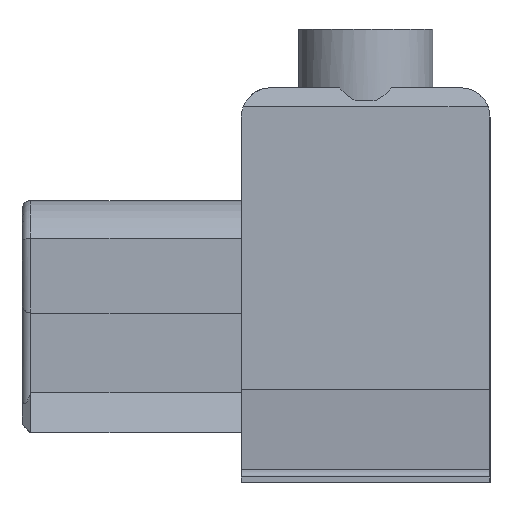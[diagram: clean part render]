
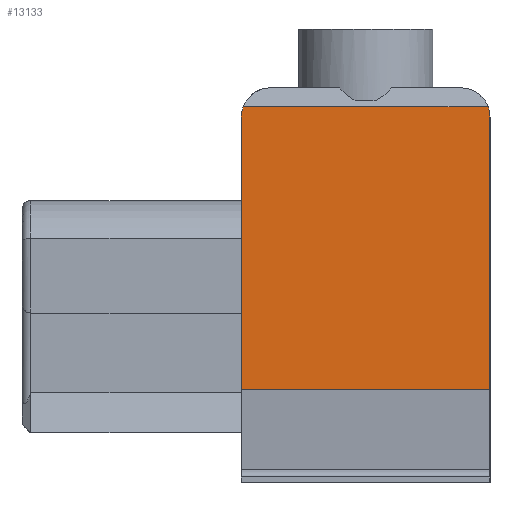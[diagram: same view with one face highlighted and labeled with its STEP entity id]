
A CAD part, left-side view. The second image highlights one B-rep face of the part: STEP entity #13133.
In plain terms, the highlighted planar face has unit normal (-1, 0, 0).
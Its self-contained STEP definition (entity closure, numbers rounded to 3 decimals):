
#435=CIRCLE('',#13820,1.);
#436=CIRCLE('',#13821,1.);
#1284=ORIENTED_EDGE('',*,*,#3466,.F.);
#1285=ORIENTED_EDGE('',*,*,#4063,.T.);
#1286=ORIENTED_EDGE('',*,*,#3571,.T.);
#1287=ORIENTED_EDGE('',*,*,#4064,.T.);
#1288=ORIENTED_EDGE('',*,*,#4065,.F.);
#1289=ORIENTED_EDGE('',*,*,#4066,.T.);
#3466=EDGE_CURVE('',#4882,#4883,#5787,.T.);
#3571=EDGE_CURVE('',#4988,#4987,#5876,.T.);
#4063=EDGE_CURVE('',#4882,#4988,#6245,.T.);
#4064=EDGE_CURVE('',#4987,#5424,#435,.T.);
#4065=EDGE_CURVE('',#5425,#5424,#6246,.T.);
#4066=EDGE_CURVE('',#5425,#4883,#436,.T.);
#4882=VERTEX_POINT('',#17446);
#4883=VERTEX_POINT('',#17448);
#4987=VERTEX_POINT('',#17657);
#4988=VERTEX_POINT('',#17659);
#5424=VERTEX_POINT('',#18671);
#5425=VERTEX_POINT('',#18673);
#5787=LINE('',#17447,#6830);
#5876=LINE('',#17658,#6919);
#6245=LINE('',#18669,#7288);
#6246=LINE('',#18672,#7289);
#6830=VECTOR('',#14570,1000.);
#6919=VECTOR('',#14693,1000.);
#7288=VECTOR('',#15474,1000.);
#7289=VECTOR('',#15477,1000.);
#7936=EDGE_LOOP('',(#1284,#1285,#1286,#1287,#1288,#1289));
#8512=FACE_BOUND('',#7936,.T.);
#9056=PLANE('',#13819);
#13133=ADVANCED_FACE('',(#8512),#9056,.T.);
#13819=AXIS2_PLACEMENT_3D('',#18668,#15472,#15473);
#13820=AXIS2_PLACEMENT_3D('',#18670,#15475,#15476);
#13821=AXIS2_PLACEMENT_3D('',#18674,#15478,#15479);
#14570=DIRECTION('',(0.,0.,1.));
#14693=DIRECTION('',(0.,0.,1.));
#15472=DIRECTION('',(-1.,0.,0.));
#15473=DIRECTION('',(0.,0.,1.));
#15474=DIRECTION('',(0.,-1.,0.));
#15475=DIRECTION('',(-1.,0.,0.));
#15476=DIRECTION('',(0.,0.,1.));
#15477=DIRECTION('',(0.,-1.,0.));
#15478=DIRECTION('',(-1.,0.,0.));
#15479=DIRECTION('',(0.,0.,1.));
#17446=CARTESIAN_POINT('',(-17.5,4.25,-3.));
#17447=CARTESIAN_POINT('',(-17.5,4.25,-6.2));
#17448=CARTESIAN_POINT('',(-17.5,4.25,6.3));
#17657=CARTESIAN_POINT('',(-17.5,-4.25,6.3));
#17658=CARTESIAN_POINT('',(-17.5,-4.25,-6.2));
#17659=CARTESIAN_POINT('',(-17.5,-4.25,-3.));
#18668=CARTESIAN_POINT('',(-17.5,-4.25,-6.2));
#18669=CARTESIAN_POINT('',(-17.5,35.175,-3.));
#18670=CARTESIAN_POINT('',(-17.5,-3.25,6.3));
#18671=CARTESIAN_POINT('',(-17.5,-4.187,6.65));
#18672=CARTESIAN_POINT('',(-17.5,4.25,6.65));
#18673=CARTESIAN_POINT('',(-17.5,4.187,6.65));
#18674=CARTESIAN_POINT('',(-17.5,3.25,6.3));
